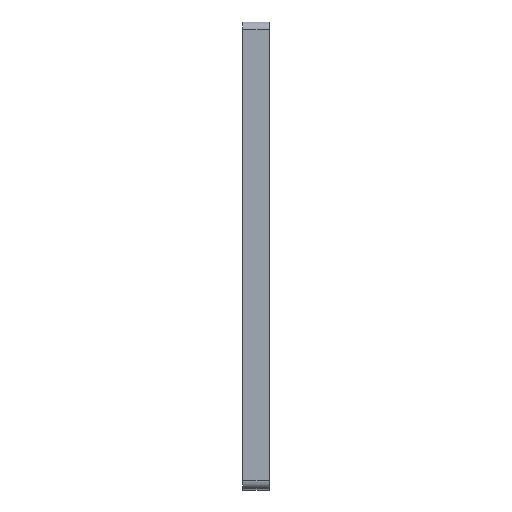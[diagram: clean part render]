
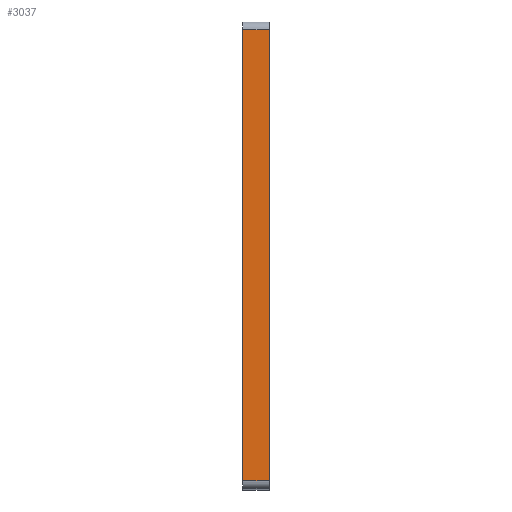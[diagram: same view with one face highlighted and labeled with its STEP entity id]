
A CAD part, top view. The second image highlights one B-rep face of the part: STEP entity #3037.
In plain terms, the highlighted planar face has unit normal (0, 0, 1).
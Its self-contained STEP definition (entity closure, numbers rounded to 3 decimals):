
#366 = VECTOR ( 'NONE', #1219, 1000. ) ;
#421 = CARTESIAN_POINT ( 'NONE',  ( 10., 85., -375. ) ) ;
#431 = DIRECTION ( 'NONE',  ( 0., 0., -1. ) ) ;
#456 = ORIENTED_EDGE ( 'NONE', *, *, #3980, .F. ) ;
#469 = CARTESIAN_POINT ( 'NONE',  ( 0., -85., -375. ) ) ;
#656 = CARTESIAN_POINT ( 'NONE',  ( 10., -88., -375. ) ) ;
#688 = VECTOR ( 'NONE', #2206, 1000. ) ;
#723 = VERTEX_POINT ( 'NONE', #2804 ) ;
#771 = PLANE ( 'NONE',  #3286 ) ;
#786 = DIRECTION ( 'NONE',  ( 0., 1., 0. ) ) ;
#1166 = EDGE_LOOP ( 'NONE', ( #3357, #3193, #456, #2728 ) ) ;
#1172 = EDGE_CURVE ( 'NONE', #4136, #2416, #1650, .T. ) ;
#1219 = DIRECTION ( 'NONE',  ( 0., 1., 0. ) ) ;
#1477 = LINE ( 'NONE', #3321, #2675 ) ;
#1487 = LINE ( 'NONE', #4243, #366 ) ;
#1604 = VECTOR ( 'NONE', #3026, 1000. ) ;
#1650 = LINE ( 'NONE', #656, #1604 ) ;
#1890 = FACE_OUTER_BOUND ( 'NONE', #1166, .T. ) ;
#1938 = EDGE_CURVE ( 'NONE', #723, #2416, #3597, .T. ) ;
#2206 = DIRECTION ( 'NONE',  ( 1., 0., 0. ) ) ;
#2416 = VERTEX_POINT ( 'NONE', #421 ) ;
#2457 = CARTESIAN_POINT ( 'NONE',  ( 10., -88., -375. ) ) ;
#2538 = VERTEX_POINT ( 'NONE', #469 ) ;
#2621 = EDGE_CURVE ( 'NONE', #2538, #723, #1487, .T. ) ;
#2675 = VECTOR ( 'NONE', #3278, 1000. ) ;
#2728 = ORIENTED_EDGE ( 'NONE', *, *, #1172, .T. ) ;
#2804 = CARTESIAN_POINT ( 'NONE',  ( 0., 85., -375. ) ) ;
#3007 = CARTESIAN_POINT ( 'NONE',  ( 10., -85., -375. ) ) ;
#3026 = DIRECTION ( 'NONE',  ( 0., 1., 0. ) ) ;
#3037 = ADVANCED_FACE ( 'NONE', ( #1890 ), #771, .F. ) ;
#3193 = ORIENTED_EDGE ( 'NONE', *, *, #2621, .F. ) ;
#3278 = DIRECTION ( 'NONE',  ( -1., 0., 0. ) ) ;
#3286 = AXIS2_PLACEMENT_3D ( 'NONE', #2457, #431, #786 ) ;
#3321 = CARTESIAN_POINT ( 'NONE',  ( 10., -85., -375. ) ) ;
#3357 = ORIENTED_EDGE ( 'NONE', *, *, #1938, .F. ) ;
#3597 = LINE ( 'NONE', #4240, #688 ) ;
#3980 = EDGE_CURVE ( 'NONE', #4136, #2538, #1477, .T. ) ;
#4136 = VERTEX_POINT ( 'NONE', #3007 ) ;
#4240 = CARTESIAN_POINT ( 'NONE',  ( 10., 85., -375. ) ) ;
#4243 = CARTESIAN_POINT ( 'NONE',  ( 0., 0., -375. ) ) ;
